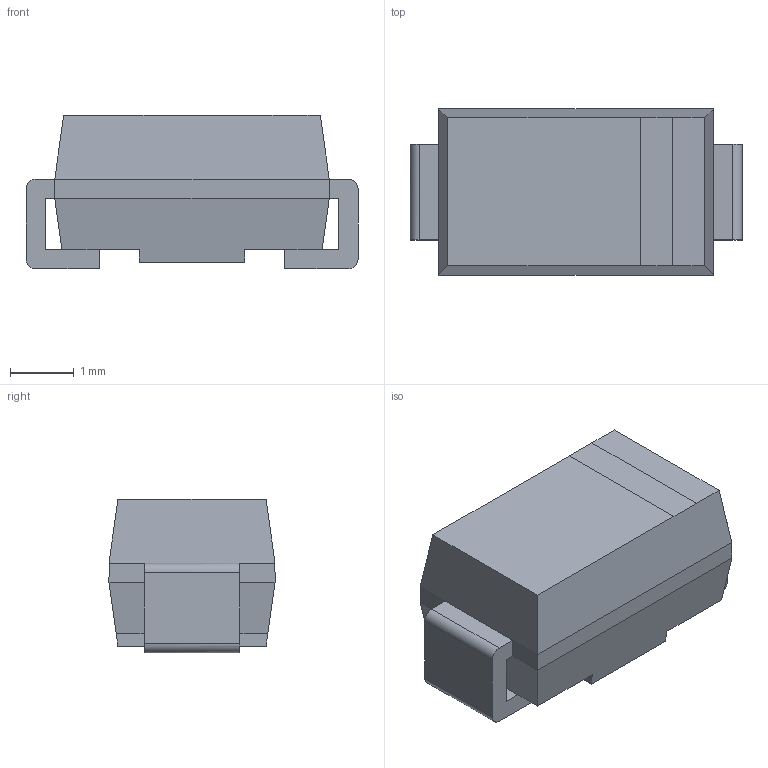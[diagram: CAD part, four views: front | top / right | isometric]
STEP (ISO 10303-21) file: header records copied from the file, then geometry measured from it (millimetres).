
FILE_DESCRIPTION(('FreeCAD Model'),'2;1');
FILE_NAME('BBE5A025-C517-480D-83DB-E5AFE1ED45CA.step','2018-07-28T18:24:09',( 'Author'),(''),'Open CASCADE STEP processor 6.8','FreeCAD','Unknown' );
FILE_SCHEMA(('AUTOMOTIVE_DESIGN_CC2 { 1 2 10303 214 -1 1 5 4 }'));
Length unit declared in the file: millimetre
Products named in the file (2): ASSEMBLY; BBE5A025-C517-480D-83DB-E5AFE1ED45CA
Assembly tree (1 placements, depth 2):
  ASSEMBLY
    BBE5A025-C517-480D-83DB-E5AFE1ED45CA
Bounding box: 5.2 x 2.6 x 2.4 mm (x, y, z)
Volume: 24.8 mm3; surface area: 62.1 mm2
Topology: 1 solids, 1 shells, 44 faces, 118 edges, 72 vertices
Faces by surface type: plane 40, cylinder 4
Entity records: 3616 total; most frequent: CARTESIAN_POINT 972, DIRECTION 402, LINE 310, VECTOR 310, ORIENTED_EDGE 236, PCURVE 236, DEFINITIONAL_REPRESENTATION 236, EDGE_CURVE 118
